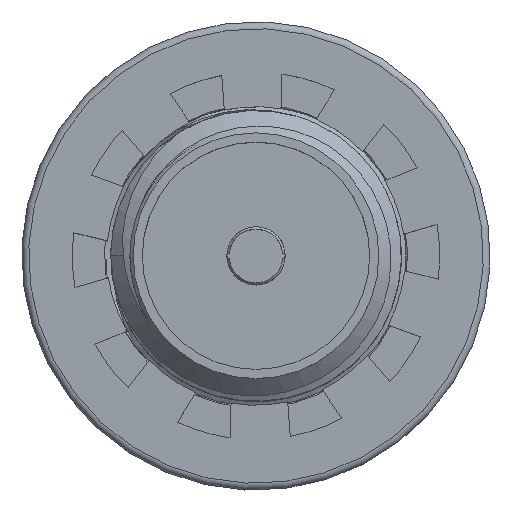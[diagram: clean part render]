
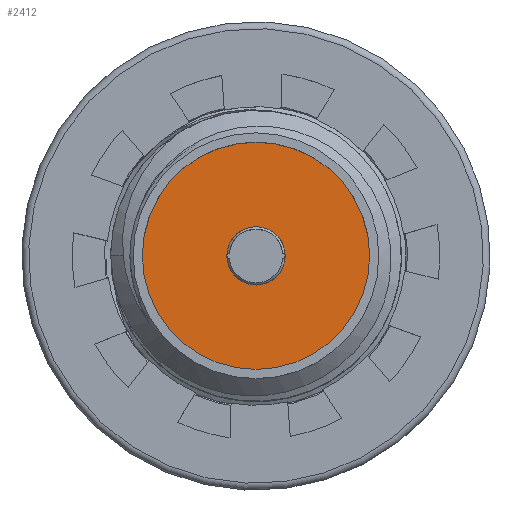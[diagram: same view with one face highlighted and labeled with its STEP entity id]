
A CAD part, top view. The second image highlights one B-rep face of the part: STEP entity #2412.
In plain terms, the highlighted planar face has unit normal (0, 0, 1).
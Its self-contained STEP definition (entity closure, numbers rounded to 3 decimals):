
#1058=ORIENTED_EDGE('',*,*,#1497,.F.);
#1059=ORIENTED_EDGE('',*,*,#1498,.F.);
#1497=EDGE_CURVE('',#1750,#1750,#1872,.T.);
#1498=EDGE_CURVE('',#1751,#1751,#1873,.T.);
#1750=VERTEX_POINT('',#5442);
#1751=VERTEX_POINT('',#5445);
#1872=CIRCLE('',#3290,2.475);
#1873=CIRCLE('',#3292,0.635);
#2015=EDGE_LOOP('',(#1058));
#2016=EDGE_LOOP('',(#1059));
#2181=FACE_BOUND('',#2015,.T.);
#2182=FACE_BOUND('',#2016,.T.);
#2293=PLANE('',#3291);
#2412=ADVANCED_FACE('',(#2181,#2182),#2293,.F.);
#3290=AXIS2_PLACEMENT_3D('',#5441,#3906,#3907);
#3291=AXIS2_PLACEMENT_3D('',#5443,#3908,#3909);
#3292=AXIS2_PLACEMENT_3D('',#5444,#3910,#3911);
#3906=DIRECTION('',(0.,0.,-1.));
#3907=DIRECTION('',(0.,1.,0.));
#3908=DIRECTION('',(0.,0.,-1.));
#3909=DIRECTION('',(-1.,0.,0.));
#3910=DIRECTION('',(0.,0.,1.));
#3911=DIRECTION('',(0.756,0.655,0.));
#5441=CARTESIAN_POINT('',(0.,0.,10.14));
#5442=CARTESIAN_POINT('',(0.,2.475,10.14));
#5443=CARTESIAN_POINT('',(0.,0.,10.14));
#5444=CARTESIAN_POINT('',(0.,0.,10.14));
#5445=CARTESIAN_POINT('',(0.48,0.416,10.14));
